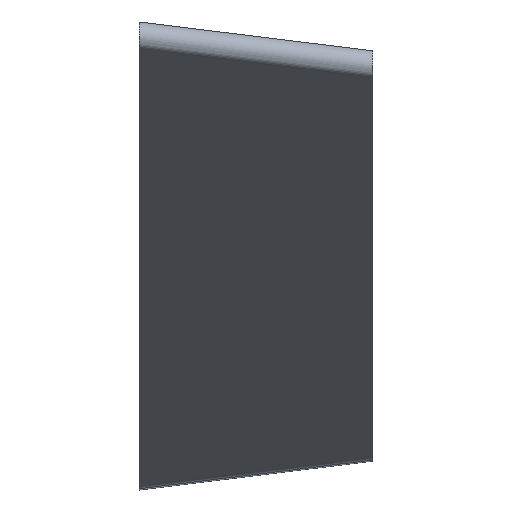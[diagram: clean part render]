
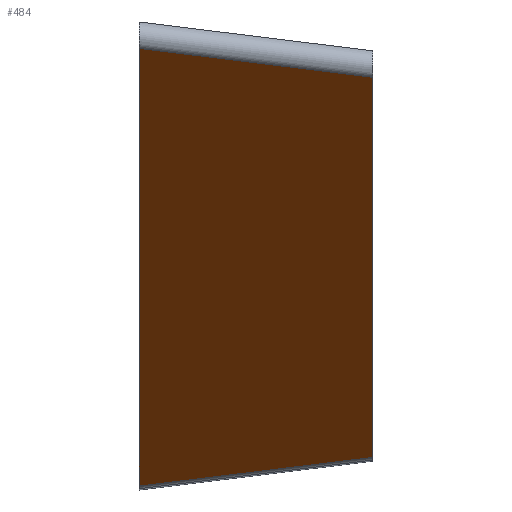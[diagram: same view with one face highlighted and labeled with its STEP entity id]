
A CAD part, top view. The second image highlights one B-rep face of the part: STEP entity #484.
In plain terms, the highlighted planar face has unit normal (0.122, -0.813, 0.569).
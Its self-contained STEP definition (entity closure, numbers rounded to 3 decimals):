
#86=CARTESIAN_POINT('',(0.,5.989,19.624));
#99=DIRECTION('',(0.,-0.574,-0.819));
#100=VECTOR('',#99,10.379);
#101=CARTESIAN_POINT('',(0.,5.989,19.624));
#102=LINE('',#101,#100);
#109=CARTESIAN_POINT('',(0.,0.036,11.122));
#158=DIRECTION('',(-0.992,-0.122,0.038));
#159=VECTOR('',#158,3.206);
#160=CARTESIAN_POINT('',(3.18,0.426,10.999));
#161=LINE('',#160,#159);
#165=DIRECTION('',(-0.926,0.114,0.361));
#166=VECTOR('',#165,3.435);
#167=CARTESIAN_POINT('',(3.18,5.598,18.386));
#168=LINE('',#167,#166);
#172=DIRECTION('',(0.,0.574,0.819));
#173=VECTOR('',#172,9.017);
#174=CARTESIAN_POINT('',(3.18,0.426,10.999));
#175=LINE('',#174,#173);
#236=CARTESIAN_POINT('',(3.18,5.598,18.386));
#377=VERTEX_POINT('',#109);
#378=CARTESIAN_POINT('',(3.18,0.426,10.999));
#379=VERTEX_POINT('',#378);
#381=VERTEX_POINT('',#86);
#385=VERTEX_POINT('',#236);
#471=CARTESIAN_POINT('',(0.,0.,11.071));
#472=DIRECTION('',(0.122,-0.813,0.569));
#473=DIRECTION('',(0.,-0.574,-0.819));
#474=AXIS2_PLACEMENT_3D('',#471,#472,#473);
#475=PLANE('',#474);
#476=ORIENTED_EDGE('',*,*,#463,.T.);
#477=ORIENTED_EDGE('',*,*,#406,.F.);
#479=ORIENTED_EDGE('',*,*,#478,.F.);
#481=ORIENTED_EDGE('',*,*,#480,.F.);
#482=EDGE_LOOP('',(#476,#477,#479,#481));
#483=FACE_OUTER_BOUND('',#482,.F.);
#406=EDGE_CURVE('',#381,#377,#102,.T.);
#463=EDGE_CURVE('',#379,#377,#161,.T.);
#478=EDGE_CURVE('',#385,#381,#168,.T.);
#480=EDGE_CURVE('',#379,#385,#175,.T.);
#484=ADVANCED_FACE('',(#483),#475,.T.);
